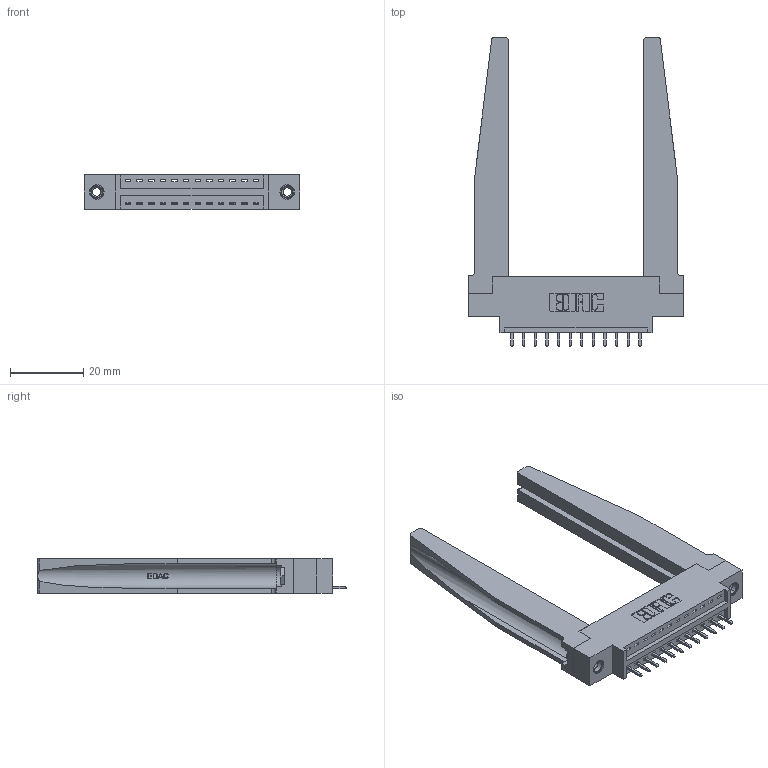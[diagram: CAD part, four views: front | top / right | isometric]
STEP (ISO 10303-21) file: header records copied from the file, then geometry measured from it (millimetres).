
FILE_DESCRIPTION (( 'STEP AP203' ), '1' );
FILE_NAME ('396-012-521-678.STEP', '2019-10-26T15:24:22', ( '' ), ( '' ), 'SwSTEP 2.0', 'SolidWorks 2016', '' );
FILE_SCHEMA (( 'CONFIG_CONTROL_DESIGN' ));
Length unit declared in the file: inch
Products named in the file (5): 345-292-001_345-293-121; 345-250-001_345-250-001-102; 396-012-521-678; 346-220-078_345-220-078; 346 Part_0.170 Offset - 0.156 Dia-TH
Assembly tree (17 placements, depth 2):
  396-012-521-678
    346 Part_0.170 Offset - 0.156 Dia-TH
    345-292-001_345-293-121  x12
    346-220-078_345-220-078  x2
    345-250-001_345-250-001-102  x2
Bounding box: 58.67 x 84.33 x 9.4 mm (x, y, z)
Volume: 12129.8 mm3; surface area: 12766.4 mm2
Topology: 17 solids, 17 shells, 1056 faces, 3061 edges, 2014 vertices
Faces by surface type: plane 702, cylinder 302, bspline 36, cone 12, torus 4
Entity records: 16384 total; most frequent: CARTESIAN_POINT 3731, ORIENTED_EDGE 2566, DIRECTION 2313, EDGE_CURVE 1283, VECTOR 1009, LINE 1009, VERTEX_POINT 848, AXIS2_PLACEMENT_3D 652
